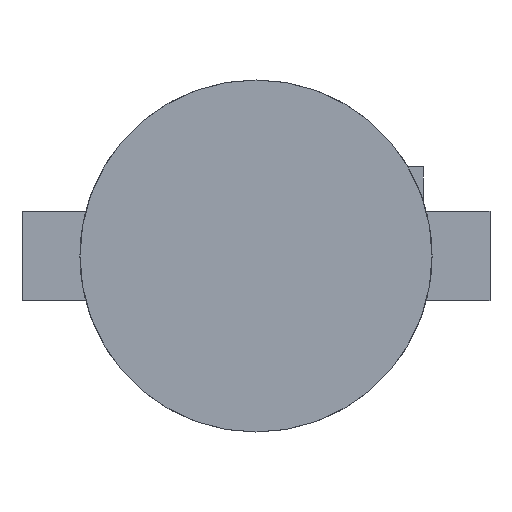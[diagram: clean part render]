
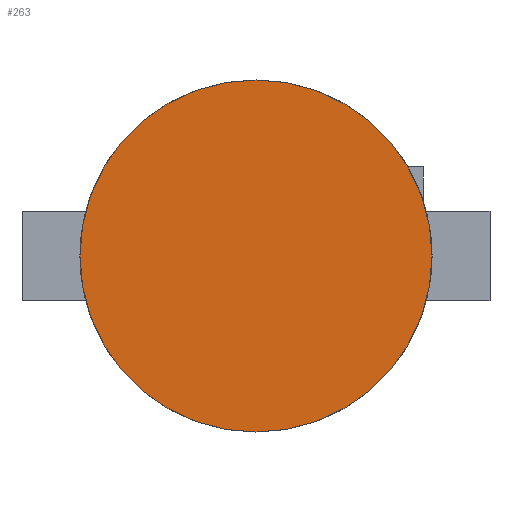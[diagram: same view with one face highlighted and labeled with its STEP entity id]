
A CAD part, front view. The second image highlights one B-rep face of the part: STEP entity #263.
In plain terms, the highlighted planar face has unit normal (0, -1, 0).
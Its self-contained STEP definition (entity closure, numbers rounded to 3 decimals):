
#24=FACE_OUTER_BOUND('',#40,.T.);
#40=EDGE_LOOP('',(#187));
#56=CIRCLE('',#296,3.95);
#122=VERTEX_POINT('',#406);
#144=EDGE_CURVE('',#122,#122,#56,.T.);
#187=ORIENTED_EDGE('',*,*,#144,.T.);
#247=PLANE('',#300);
#263=ADVANCED_FACE('',(#24),#247,.T.);
#296=AXIS2_PLACEMENT_3D('',#407,#330,#331);
#300=AXIS2_PLACEMENT_3D('',#413,#339,#340);
#330=DIRECTION('center_axis',(0.,-1.,0.));
#331=DIRECTION('ref_axis',(1.,0.,0.));
#339=DIRECTION('center_axis',(0.,-1.,0.));
#340=DIRECTION('ref_axis',(1.,0.,0.));
#406=CARTESIAN_POINT('',(-3.95,-208.,1.));
#407=CARTESIAN_POINT('Origin',(0.,-208.,1.));
#413=CARTESIAN_POINT('Origin',(0.,-208.,1.));
